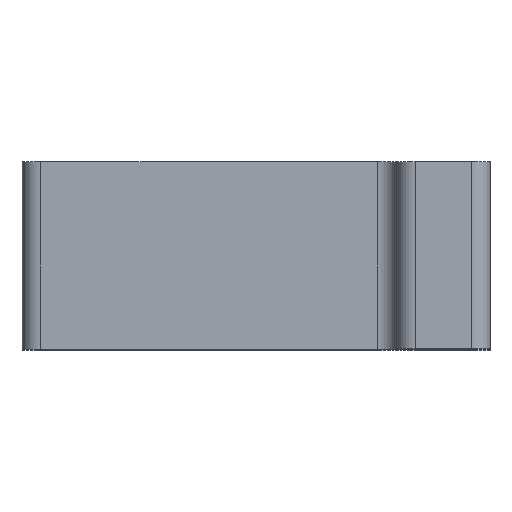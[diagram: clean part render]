
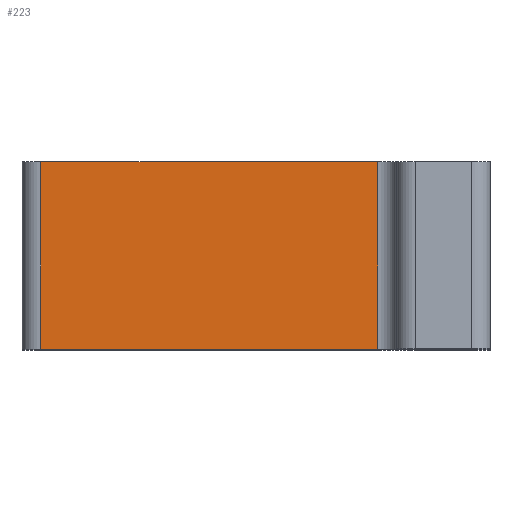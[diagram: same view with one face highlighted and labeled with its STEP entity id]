
A CAD part, top view. The second image highlights one B-rep face of the part: STEP entity #223.
In plain terms, the highlighted planar face has unit normal (0, 0, 1).
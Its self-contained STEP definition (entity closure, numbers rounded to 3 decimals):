
#56 = VECTOR ( 'NONE', #729, 1000. ) ;
#66 = AXIS2_PLACEMENT_3D ( 'NONE', #826, #677, #976 ) ;
#75 = VECTOR ( 'NONE', #614, 1000. ) ;
#187 = LINE ( 'NONE', #745, #257 ) ;
#193 = CARTESIAN_POINT ( 'NONE',  ( -27.375, 0., 140.497 ) ) ;
#215 = CARTESIAN_POINT ( 'NONE',  ( -63.375, 0., 140.497 ) ) ;
#223 = ADVANCED_FACE ( 'NONE', ( #592 ), #446, .T. ) ;
#253 = DIRECTION ( 'NONE',  ( 0., 1., 0. ) ) ;
#257 = VECTOR ( 'NONE', #253, 1000. ) ;
#270 = LINE ( 'NONE', #815, #56 ) ;
#271 = CARTESIAN_POINT ( 'NONE',  ( -27.375, -20., 140.497 ) ) ;
#305 = ORIENTED_EDGE ( 'NONE', *, *, #842, .T. ) ;
#329 = EDGE_CURVE ( 'NONE', #890, #584, #533, .T. ) ;
#360 = ORIENTED_EDGE ( 'NONE', *, *, #964, .F. ) ;
#407 = EDGE_LOOP ( 'NONE', ( #360, #305, #519, #500 ) ) ;
#446 = PLANE ( 'NONE',  #66 ) ;
#500 = ORIENTED_EDGE ( 'NONE', *, *, #329, .T. ) ;
#519 = ORIENTED_EDGE ( 'NONE', *, *, #733, .T. ) ;
#533 = LINE ( 'NONE', #215, #75 ) ;
#575 = CARTESIAN_POINT ( 'NONE',  ( -63.375, 0., 140.497 ) ) ;
#584 = VERTEX_POINT ( 'NONE', #875 ) ;
#587 = VECTOR ( 'NONE', #596, 1000. ) ;
#592 = FACE_OUTER_BOUND ( 'NONE', #407, .T. ) ;
#596 = DIRECTION ( 'NONE',  ( -1., 0., 0. ) ) ;
#602 = CARTESIAN_POINT ( 'NONE',  ( -65.375, 0., 140.497 ) ) ;
#614 = DIRECTION ( 'NONE',  ( 0., -1., 0. ) ) ;
#621 = VERTEX_POINT ( 'NONE', #271 ) ;
#648 = VERTEX_POINT ( 'NONE', #193 ) ;
#677 = DIRECTION ( 'NONE',  ( 0., 0., 1. ) ) ;
#729 = DIRECTION ( 'NONE',  ( -1., 0., 0. ) ) ;
#733 = EDGE_CURVE ( 'NONE', #648, #890, #979, .T. ) ;
#745 = CARTESIAN_POINT ( 'NONE',  ( -27.375, 0., 140.497 ) ) ;
#815 = CARTESIAN_POINT ( 'NONE',  ( -65.375, -20., 140.497 ) ) ;
#826 = CARTESIAN_POINT ( 'NONE',  ( -65.375, 0., 140.497 ) ) ;
#842 = EDGE_CURVE ( 'NONE', #621, #648, #187, .T. ) ;
#875 = CARTESIAN_POINT ( 'NONE',  ( -63.375, -20., 140.497 ) ) ;
#890 = VERTEX_POINT ( 'NONE', #575 ) ;
#964 = EDGE_CURVE ( 'NONE', #621, #584, #270, .T. ) ;
#976 = DIRECTION ( 'NONE',  ( 1., 0., 0. ) ) ;
#979 = LINE ( 'NONE', #602, #587 ) ;
